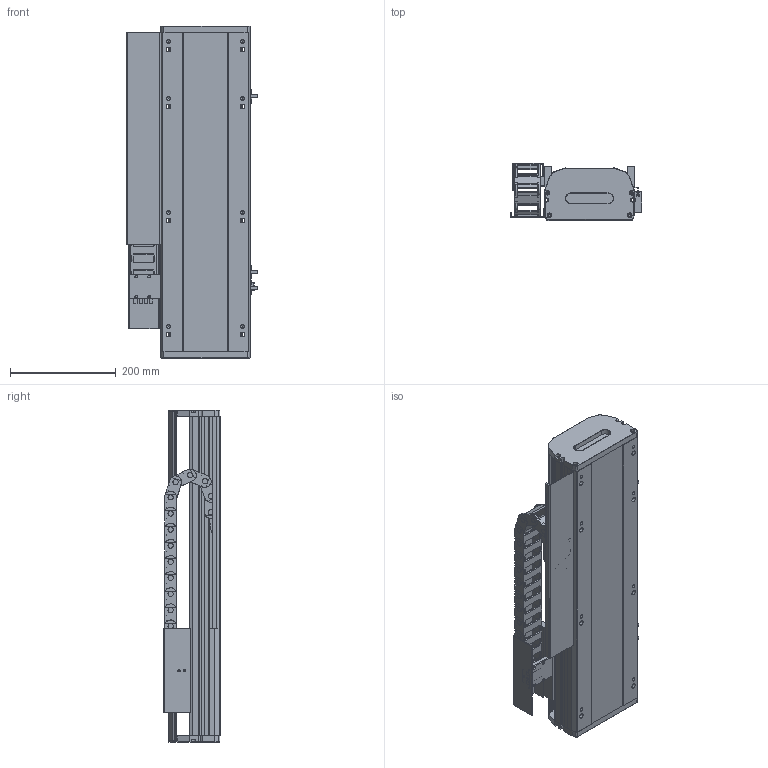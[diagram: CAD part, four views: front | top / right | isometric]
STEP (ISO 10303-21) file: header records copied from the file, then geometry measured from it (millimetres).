
FILE_DESCRIPTION (( 'STEP AP203' ), '1' );
FILE_NAME ('WLO17-C1-359.step', '2018-06-04T05:05:16', ( '' ), ( '' ), 'SwSTEP 2.0', 'SolidWorks 2016', '' );
FILE_SCHEMA (( 'CONFIG_CONTROL_DESIGN' ));
Length unit declared in the file: millimetre
Products named in the file (20): WLO17-C1-01; WLO17-C1-03; B15_038_038; B15_038_038-2; WLO17-C1-05; B15_038_038-4; B15_038_038-8; WLO17-C1-06; 嫖萇羲壽-EX672; B15_038_038-3; WLO17-C1-359; B15_038_038-7; YO-135_癹弇結え; PMI15絳寢; B15_038_038-1; B15_038_038-5; WLO17_黍芛覃淕輸; WLO17-C1-02; B15_038_038-6; PMI-MSB15S
Assembly tree (35 placements, depth 3):
  WLO17-C1-359
    WLO17-C1-01
    WLO17-C1-02  x2
    WLO17-C1-03
    PMI15絳寢  x2
    PMI-MSB15S  x4
    WLO17-C1-06
    WLO17-C1-05
    WLO17_黍芛覃淕輸
    B15_038_038
      B15_038_038-1
      B15_038_038-2  x10
      B15_038_038-3
      B15_038_038-4
      B15_038_038-5
      B15_038_038-6
      B15_038_038-7
      B15_038_038-8
    YO-135_癹弇結え
    嫖萇羲壽-EX672  x3
Bounding box: 248.7 x 108 x 629 mm (x, y, z)
Volume: 5236308 mm3; surface area: 1265119.2 mm2
Topology: 36 solids, 36 shells, 2962 faces, 8064 edges, 5186 vertices
Faces by surface type: plane 1835, cylinder 945, cone 166, sphere 16
Entity records: 48212 total; most frequent: CARTESIAN_POINT 8643, DIRECTION 7732, ORIENTED_EDGE 7724, EDGE_CURVE 3862, VECTOR 2796, LINE 2796, VERTEX_POINT 2515, AXIS2_PLACEMENT_3D 2468
